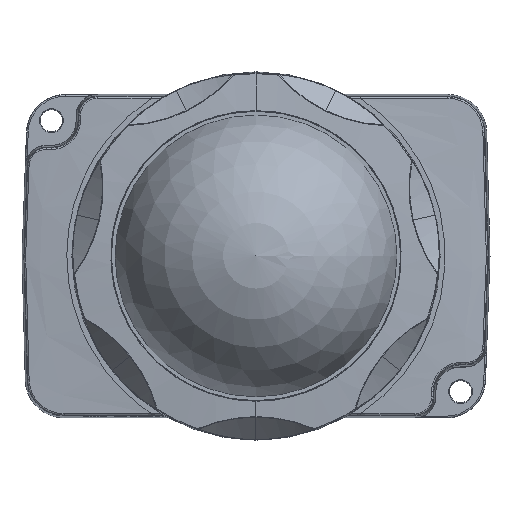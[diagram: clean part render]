
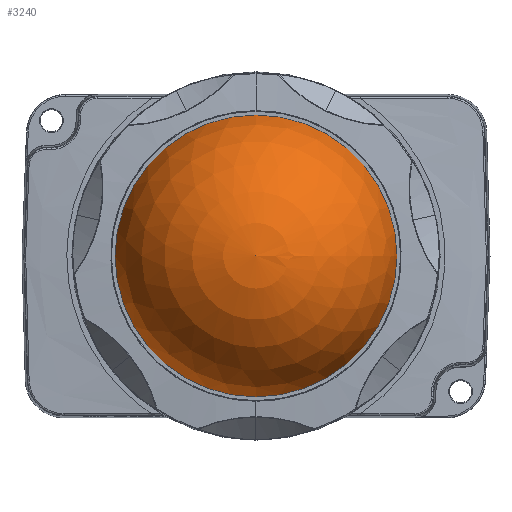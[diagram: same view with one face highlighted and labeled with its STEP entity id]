
A CAD part, top view. The second image highlights one B-rep face of the part: STEP entity #3240.
In plain terms, the highlighted spherical face has radius 28 mm.
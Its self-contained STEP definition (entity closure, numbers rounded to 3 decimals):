
#1708=SPHERICAL_SURFACE('',#6683,28.);
#2130=FACE_OUTER_BOUND('',#3712,.T.);
#3240=ADVANCED_FACE('',(#2130),#1708,.T.);
#3712=EDGE_LOOP('',(#5088));
#5088=ORIENTED_EDGE('',*,*,#5984,.F.);
#5382=VERTEX_POINT('',#12424);
#5984=EDGE_CURVE('',#5382,#5382,#6339,.T.);
#6339=CIRCLE('',#6590,27.55);
#6590=AXIS2_PLACEMENT_3D('',#12423,#7277,#7278);
#6683=AXIS2_PLACEMENT_3D('',#16114,#7613,#7614);
#7277=DIRECTION('',(0.,0.,-1.));
#7278=DIRECTION('',(-1.,0.,0.));
#7613=DIRECTION('',(0.,0.,-1.));
#7614=DIRECTION('',(1.,0.,0.));
#12423=CARTESIAN_POINT('',(60.,40.,6.));
#12424=CARTESIAN_POINT('',(32.45,40.,6.));
#16114=CARTESIAN_POINT('',(60.,40.,1.));
